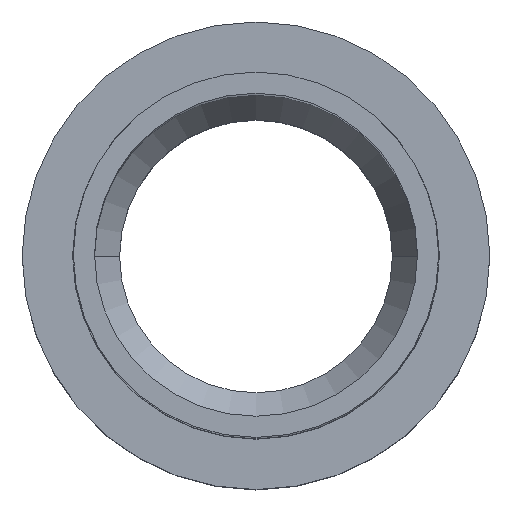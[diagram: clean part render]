
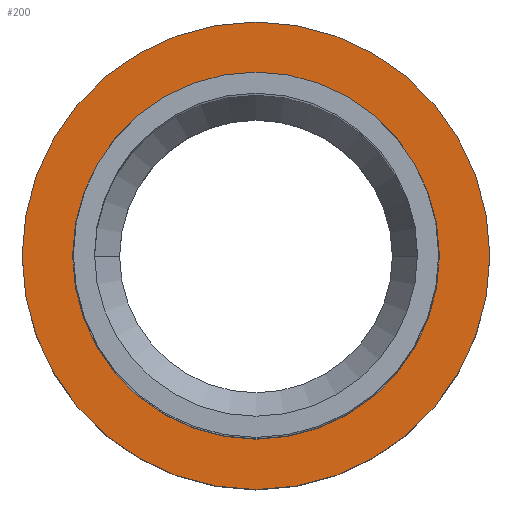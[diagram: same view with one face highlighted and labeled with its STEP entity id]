
A CAD part, top view. The second image highlights one B-rep face of the part: STEP entity #200.
In plain terms, the highlighted planar face has unit normal (0, 0, 1).
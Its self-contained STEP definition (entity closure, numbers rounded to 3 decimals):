
#22 = CARTESIAN_POINT ( 'NONE',  ( 0., 140.25, -370. ) ) ;
#30 = EDGE_CURVE ( 'NONE', #329, #603, #314, .T. ) ;
#33 = AXIS2_PLACEMENT_3D ( 'NONE', #574, #153, #341 ) ;
#42 = VERTEX_POINT ( 'NONE', #106 ) ;
#70 = FACE_BOUND ( 'NONE', #509, .T. ) ;
#96 = EDGE_CURVE ( 'NONE', #42, #411, #292, .T. ) ;
#102 = CARTESIAN_POINT ( 'NONE',  ( 0., 0., -370. ) ) ;
#104 = CARTESIAN_POINT ( 'NONE',  ( 0., 0., -370. ) ) ;
#106 = CARTESIAN_POINT ( 'NONE',  ( -110., 0., -370. ) ) ;
#117 = DIRECTION ( 'NONE',  ( 0., 0., 1. ) ) ;
#153 = DIRECTION ( 'NONE',  ( 0., 0., 1. ) ) ;
#156 = AXIS2_PLACEMENT_3D ( 'NONE', #535, #117, #299 ) ;
#183 = EDGE_CURVE ( 'NONE', #411, #42, #423, .T. ) ;
#200 = ADVANCED_FACE ( 'NONE', ( #70, #255 ), #446, .F. ) ;
#209 = DIRECTION ( 'NONE',  ( 0., 0., -1. ) ) ;
#230 = ORIENTED_EDGE ( 'NONE', *, *, #30, .T. ) ;
#255 = FACE_OUTER_BOUND ( 'NONE', #601, .T. ) ;
#284 = DIRECTION ( 'NONE',  ( 0., 0., 1. ) ) ;
#286 = DIRECTION ( 'NONE',  ( 0., 0., 1. ) ) ;
#290 = CARTESIAN_POINT ( 'NONE',  ( 140.25, 0., -370. ) ) ;
#292 = CIRCLE ( 'NONE', #33, 110. ) ;
#293 = AXIS2_PLACEMENT_3D ( 'NONE', #102, #284, #473 ) ;
#299 = DIRECTION ( 'NONE',  ( 1., 0., 0. ) ) ;
#314 = CIRCLE ( 'NONE', #394, 140.25 ) ;
#321 = ORIENTED_EDGE ( 'NONE', *, *, #556, .T. ) ;
#329 = VERTEX_POINT ( 'NONE', #543 ) ;
#341 = DIRECTION ( 'NONE',  ( 1., 0., 0. ) ) ;
#367 = CARTESIAN_POINT ( 'NONE',  ( 110., 0., -370. ) ) ;
#375 = ORIENTED_EDGE ( 'NONE', *, *, #183, .F. ) ;
#394 = AXIS2_PLACEMENT_3D ( 'NONE', #104, #286, #474 ) ;
#396 = DIRECTION ( 'NONE',  ( -1., 0., 0. ) ) ;
#411 = VERTEX_POINT ( 'NONE', #367 ) ;
#423 = CIRCLE ( 'NONE', #156, 110. ) ;
#446 = PLANE ( 'NONE',  #501 ) ;
#473 = DIRECTION ( 'NONE',  ( 1., 0., 0. ) ) ;
#474 = DIRECTION ( 'NONE',  ( 1., 0., 0. ) ) ;
#501 = AXIS2_PLACEMENT_3D ( 'NONE', #22, #209, #396 ) ;
#509 = EDGE_LOOP ( 'NONE', ( #375, #513 ) ) ;
#513 = ORIENTED_EDGE ( 'NONE', *, *, #96, .F. ) ;
#535 = CARTESIAN_POINT ( 'NONE',  ( 0., 0., -370. ) ) ;
#543 = CARTESIAN_POINT ( 'NONE',  ( -140.25, 0., -370. ) ) ;
#556 = EDGE_CURVE ( 'NONE', #603, #329, #559, .T. ) ;
#559 = CIRCLE ( 'NONE', #293, 140.25 ) ;
#574 = CARTESIAN_POINT ( 'NONE',  ( 0., 0., -370. ) ) ;
#601 = EDGE_LOOP ( 'NONE', ( #321, #230 ) ) ;
#603 = VERTEX_POINT ( 'NONE', #290 ) ;
